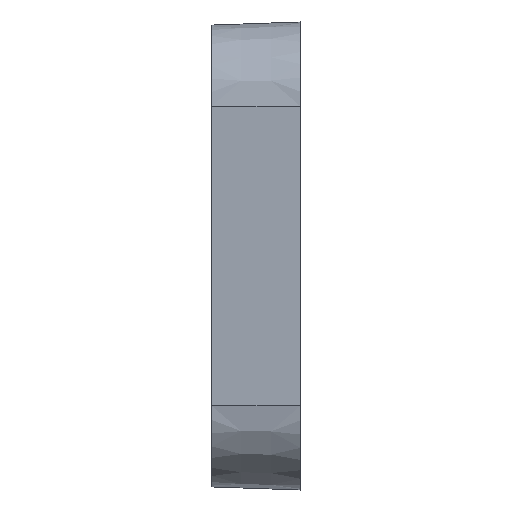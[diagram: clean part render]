
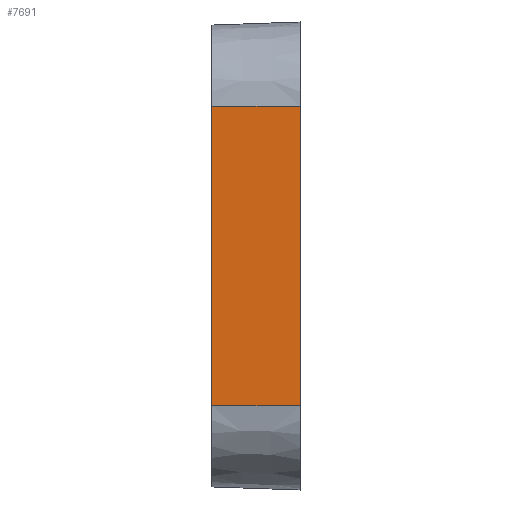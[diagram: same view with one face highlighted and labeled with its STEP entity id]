
A CAD part, left-side view. The second image highlights one B-rep face of the part: STEP entity #7691.
In plain terms, the highlighted planar face has unit normal (-0.999, 0.035, 0).
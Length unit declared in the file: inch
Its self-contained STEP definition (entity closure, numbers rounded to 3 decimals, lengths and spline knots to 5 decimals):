
#547=FACE_OUTER_BOUND('',#1026,.T.);
#1026=EDGE_LOOP('',(#5640,#5641,#5642,#5643));
#1877=LINE('',#11448,#2480);
#1949=LINE('',#14803,#2552);
#2014=LINE('',#15577,#2617);
#2015=LINE('',#15578,#2618);
#2480=VECTOR('',#8999,1.25984);
#2552=VECTOR('',#9181,0.37424);
#2617=VECTOR('',#9716,1.25984);
#2618=VECTOR('',#9717,0.37424);
#3085=VERTEX_POINT('',#11445);
#3086=VERTEX_POINT('',#11447);
#3277=VERTEX_POINT('',#14801);
#3406=VERTEX_POINT('',#15576);
#3839=EDGE_CURVE('',#3085,#3086,#1877,.T.);
#4041=EDGE_CURVE('',#3085,#3277,#1949,.T.);
#4261=EDGE_CURVE('',#3277,#3406,#2014,.T.);
#4262=EDGE_CURVE('',#3086,#3406,#2015,.T.);
#5640=ORIENTED_EDGE('',*,*,#4261,.T.);
#5641=ORIENTED_EDGE('',*,*,#4262,.F.);
#5642=ORIENTED_EDGE('',*,*,#3839,.F.);
#5643=ORIENTED_EDGE('',*,*,#4041,.T.);
#7424=PLANE('',#8360);
#7691=ADVANCED_FACE('',(#547),#7424,.T.);
#8360=AXIS2_PLACEMENT_3D('',#15575,#9714,#9715);
#8999=DIRECTION('',(0.,0.,-1.));
#9181=DIRECTION('',(0.035,0.999,0.));
#9714=DIRECTION('center_axis',(-0.999,0.035,0.));
#9715=DIRECTION('ref_axis',(0.,0.,1.));
#9716=DIRECTION('',(0.,0.,-1.));
#9717=DIRECTION('',(0.035,0.999,0.));
#11445=CARTESIAN_POINT('',(-2.14567,0.,0.62992));
#11447=CARTESIAN_POINT('',(-2.14567,0.,-0.62992));
#11448=CARTESIAN_POINT('',(-2.14567,0.,0.62992));
#14801=CARTESIAN_POINT('',(-2.13261,0.37402,0.62992));
#14803=CARTESIAN_POINT('',(-2.14567,0.,0.62992));
#15575=CARTESIAN_POINT('Origin',(-2.14567,0.,-1.06356));
#15576=CARTESIAN_POINT('',(-2.13261,0.37402,-0.62992));
#15577=CARTESIAN_POINT('',(-2.13261,0.37402,0.62992));
#15578=CARTESIAN_POINT('',(-2.14567,0.,-0.62992));
